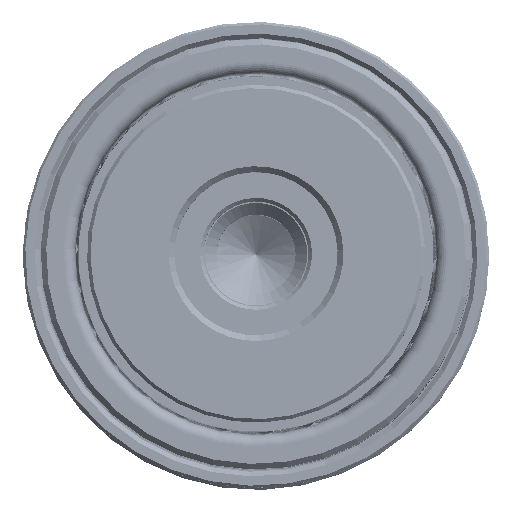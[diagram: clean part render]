
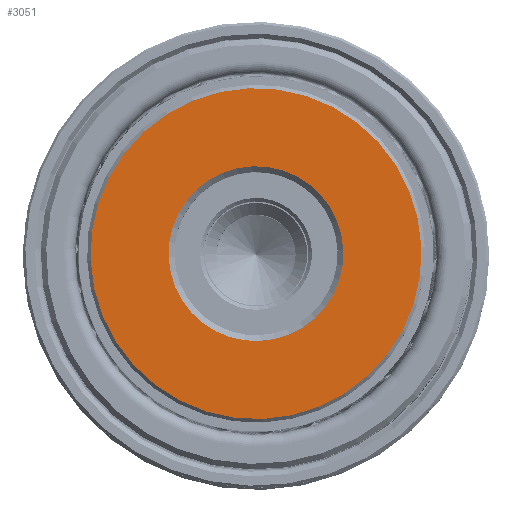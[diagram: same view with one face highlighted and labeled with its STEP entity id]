
A CAD part, top view. The second image highlights one B-rep face of the part: STEP entity #3051.
In plain terms, the highlighted face is planar.
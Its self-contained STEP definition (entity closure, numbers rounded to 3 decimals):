
#3051 = ADVANCED_FACE ( 'NONE', ( #10253, #19632 ), #38950, .F. ) ;
#4973 = CARTESIAN_POINT ( 'NONE',  ( -14.2, 0., 0. ) ) ;
#5033 = ORIENTED_EDGE ( 'NONE', *, *, #36280, .T. ) ;
#5531 = CARTESIAN_POINT ( 'NONE',  ( 7.5, 0., 0. ) ) ;
#5885 = CARTESIAN_POINT ( 'NONE',  ( 0., 0., 0. ) ) ;
#7538 = CARTESIAN_POINT ( 'NONE',  ( 0., 0., 0. ) ) ;
#9051 = CIRCLE ( 'NONE', #44541, 14.2 ) ;
#9070 = AXIS2_PLACEMENT_3D ( 'NONE', #38994, #38786, #38729 ) ;
#9436 = DIRECTION ( 'NONE',  ( 1., 0., 0. ) ) ;
#9765 = AXIS2_PLACEMENT_3D ( 'NONE', #7538, #32224, #11055 ) ;
#10253 = FACE_OUTER_BOUND ( 'NONE', #26905, .T. ) ;
#11055 = DIRECTION ( 'NONE',  ( 1., 0., 0. ) ) ;
#13326 = ORIENTED_EDGE ( 'NONE', *, *, #32492, .T. ) ;
#13694 = VERTEX_POINT ( 'NONE', #5531 ) ;
#13897 = CIRCLE ( 'NONE', #37928, 7.5 ) ;
#13931 = CARTESIAN_POINT ( 'NONE',  ( -7.5, 0., 0. ) ) ;
#13975 = EDGE_CURVE ( 'NONE', #18539, #18679, #38570, .T. ) ;
#14596 = ORIENTED_EDGE ( 'NONE', *, *, #13975, .T. ) ;
#15415 = DIRECTION ( 'NONE',  ( 0., 0., 1. ) ) ;
#16906 = DIRECTION ( 'NONE',  ( 0., 0., 1. ) ) ;
#18539 = VERTEX_POINT ( 'NONE', #4973 ) ;
#18679 = VERTEX_POINT ( 'NONE', #20106 ) ;
#19632 = FACE_BOUND ( 'NONE', #40539, .T. ) ;
#20106 = CARTESIAN_POINT ( 'NONE',  ( 14.2, 0., 0. ) ) ;
#26905 = EDGE_LOOP ( 'NONE', ( #31449, #14596 ) ) ;
#30391 = CIRCLE ( 'NONE', #37377, 7.5 ) ;
#30587 = DIRECTION ( 'NONE',  ( 0., 0., -1. ) ) ;
#31449 = ORIENTED_EDGE ( 'NONE', *, *, #44856, .T. ) ;
#32224 = DIRECTION ( 'NONE',  ( 0., 0., -1. ) ) ;
#32492 = EDGE_CURVE ( 'NONE', #38303, #13694, #13897, .T. ) ;
#36280 = EDGE_CURVE ( 'NONE', #13694, #38303, #30391, .T. ) ;
#36566 = CARTESIAN_POINT ( 'NONE',  ( 0., 0., 0. ) ) ;
#37377 = AXIS2_PLACEMENT_3D ( 'NONE', #38053, #16906, #41595 ) ;
#37928 = AXIS2_PLACEMENT_3D ( 'NONE', #36566, #15415, #40130 ) ;
#38053 = CARTESIAN_POINT ( 'NONE',  ( 0., 0., 0. ) ) ;
#38303 = VERTEX_POINT ( 'NONE', #13931 ) ;
#38570 = CIRCLE ( 'NONE', #9765, 14.2 ) ;
#38729 = DIRECTION ( 'NONE',  ( 1., 0., 0. ) ) ;
#38786 = DIRECTION ( 'NONE',  ( 0., 0., 1. ) ) ;
#38950 = PLANE ( 'NONE',  #9070 ) ;
#38994 = CARTESIAN_POINT ( 'NONE',  ( 0., 0., 0. ) ) ;
#40130 = DIRECTION ( 'NONE',  ( 1., 0., 0. ) ) ;
#40539 = EDGE_LOOP ( 'NONE', ( #13326, #5033 ) ) ;
#41595 = DIRECTION ( 'NONE',  ( 1., 0., 0. ) ) ;
#44541 = AXIS2_PLACEMENT_3D ( 'NONE', #5885, #30587, #9436 ) ;
#44856 = EDGE_CURVE ( 'NONE', #18679, #18539, #9051, .T. ) ;
